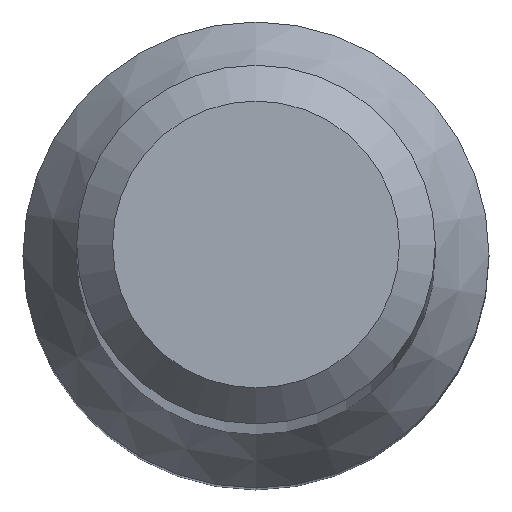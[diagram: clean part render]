
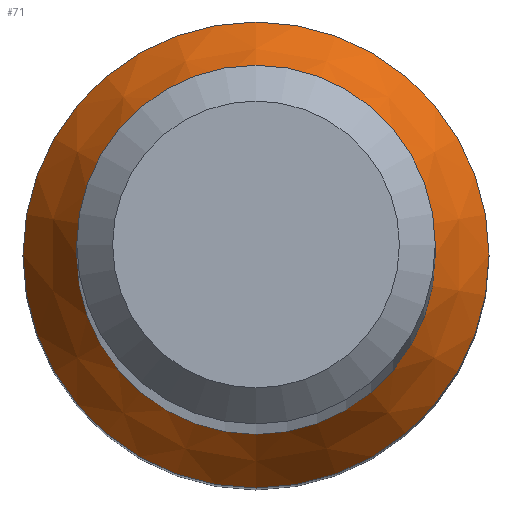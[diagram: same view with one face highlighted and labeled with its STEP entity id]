
A CAD part, top view. The second image highlights one B-rep face of the part: STEP entity #71.
In plain terms, the highlighted conical face has half-angle 30 degrees and reference radius 2.599 mm.
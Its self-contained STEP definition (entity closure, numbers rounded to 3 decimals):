
#1 = EDGE_LOOP ( 'NONE', ( #118 ) ) ;
#4 = DIRECTION ( 'NONE',  ( 0., 1., 0. ) ) ;
#10 = VERTEX_POINT ( 'NONE', #216 ) ;
#25 = EDGE_LOOP ( 'NONE', ( #98 ) ) ;
#26 = VERTEX_POINT ( 'NONE', #67 ) ;
#29 = DIRECTION ( 'NONE',  ( 0., 0., -1. ) ) ;
#35 = CIRCLE ( 'NONE', #175, 2. ) ;
#39 = AXIS2_PLACEMENT_3D ( 'NONE', #43, #69, #4 ) ;
#43 = CARTESIAN_POINT ( 'NONE',  ( 0., 0., 12.954 ) ) ;
#50 = DIRECTION ( 'NONE',  ( 0., 0., -1. ) ) ;
#55 = EDGE_CURVE ( 'NONE', #26, #26, #35, .T. ) ;
#67 = CARTESIAN_POINT ( 'NONE',  ( 0., 2., 13.992 ) ) ;
#69 = DIRECTION ( 'NONE',  ( 0., 0., -1. ) ) ;
#71 = ADVANCED_FACE ( 'NONE', ( #111, #183 ), #186, .T. ) ;
#98 = ORIENTED_EDGE ( 'NONE', *, *, #166, .F. ) ;
#106 = DIRECTION ( 'NONE',  ( 0., 1., 0. ) ) ;
#111 = FACE_BOUND ( 'NONE', #1, .T. ) ;
#115 = CARTESIAN_POINT ( 'NONE',  ( 0., 0., 13.992 ) ) ;
#118 = ORIENTED_EDGE ( 'NONE', *, *, #55, .T. ) ;
#166 = EDGE_CURVE ( 'NONE', #10, #10, #236, .T. ) ;
#175 = AXIS2_PLACEMENT_3D ( 'NONE', #115, #29, #106 ) ;
#183 = FACE_OUTER_BOUND ( 'NONE', #25, .T. ) ;
#184 = DIRECTION ( 'NONE',  ( 0., 1., 0. ) ) ;
#186 = CONICAL_SURFACE ( 'NONE', #213, 2.599, 0.524 ) ;
#213 = AXIS2_PLACEMENT_3D ( 'NONE', #231, #50, #184 ) ;
#216 = CARTESIAN_POINT ( 'NONE',  ( 0., 2.599, 12.954 ) ) ;
#231 = CARTESIAN_POINT ( 'NONE',  ( 0., 0., 12.954 ) ) ;
#236 = CIRCLE ( 'NONE', #39, 2.599 ) ;
